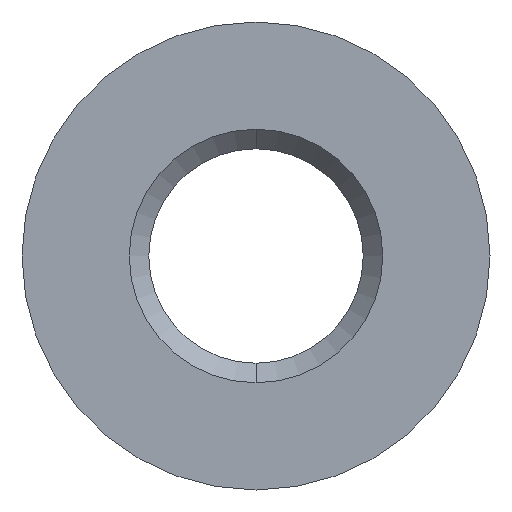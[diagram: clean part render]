
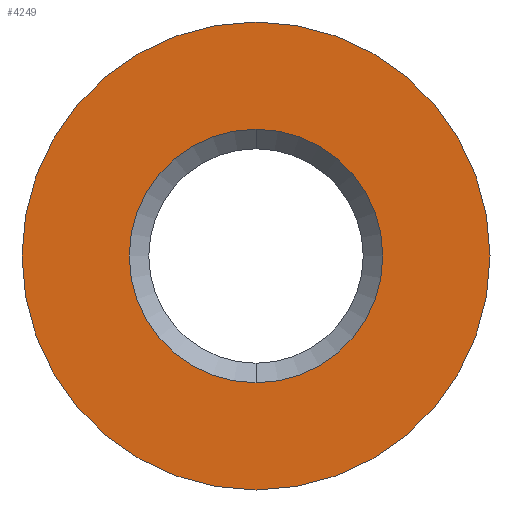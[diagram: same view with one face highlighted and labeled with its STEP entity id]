
A CAD part, front view. The second image highlights one B-rep face of the part: STEP entity #4249.
In plain terms, the highlighted planar face has unit normal (0, -1, 0).
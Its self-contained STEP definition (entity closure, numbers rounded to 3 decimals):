
#437 = CIRCLE ( 'NONE', #438, 3.25 ) ;
#438 = AXIS2_PLACEMENT_3D ( 'NONE', #643, #644, #645 ) ;
#643 = CARTESIAN_POINT ( 'NONE',  ( 0., 0., 0. ) ) ;
#644 = DIRECTION ( 'NONE',  ( 0., 1., 0. ) ) ;
#645 = DIRECTION ( 'NONE',  ( 0., 0., 1. ) ) ;
#1109 = VERTEX_POINT ( 'NONE', #4662 ) ;
#1115 = VERTEX_POINT ( 'NONE', #4664 ) ;
#1664 = EDGE_LOOP ( 'NONE', ( #1794, #1795 ) ) ;
#1665 = EDGE_LOOP ( 'NONE', ( #1796, #1797 ) ) ;
#1794 = ORIENTED_EDGE ( 'NONE', *, *, #2670, .T. ) ;
#1795 = ORIENTED_EDGE ( 'NONE', *, *, #2594, .T. ) ;
#1796 = ORIENTED_EDGE ( 'NONE', *, *, #2593, .F. ) ;
#1797 = ORIENTED_EDGE ( 'NONE', *, *, #2589, .F. ) ;
#2564 = AXIS2_PLACEMENT_3D ( 'NONE', #4495, #4496, #4497 ) ;
#2565 = CIRCLE ( 'NONE', #2564, 3.25 ) ;
#2567 = AXIS2_PLACEMENT_3D ( 'NONE', #4491, #4492, #4493 ) ;
#2568 = CIRCLE ( 'NONE', #2567, 6. ) ;
#2589 = EDGE_CURVE ( 'NONE', #2927, #2928, #2832, .T. ) ;
#2593 = EDGE_CURVE ( 'NONE', #2928, #2927, #2568, .T. ) ;
#2594 = EDGE_CURVE ( 'NONE', #1115, #1109, #2565, .T. ) ;
#2670 = EDGE_CURVE ( 'NONE', #1109, #1115, #437, .T. ) ;
#2831 = AXIS2_PLACEMENT_3D ( 'NONE', #4480, #4481, #4482 ) ;
#2832 = CIRCLE ( 'NONE', #2831, 6. ) ;
#2927 = VERTEX_POINT ( 'NONE', #4798 ) ;
#2928 = VERTEX_POINT ( 'NONE', #4799 ) ;
#3042 = AXIS2_PLACEMENT_3D ( 'NONE', #3752, #3768, #3769 ) ;
#3752 = CARTESIAN_POINT ( 'NONE',  ( 0., 0., 0. ) ) ;
#3764 = FACE_BOUND ( 'NONE', #1664, .T. ) ;
#3765 = FACE_OUTER_BOUND ( 'NONE', #1665, .T. ) ;
#3766 = PLANE ( 'NONE',  #3042 ) ;
#3768 = DIRECTION ( 'NONE',  ( 0., 1., 0. ) ) ;
#3769 = DIRECTION ( 'NONE',  ( 0., 0., 1. ) ) ;
#4249 = ADVANCED_FACE ( 'NONE', ( #3764, #3765 ), #3766, .F. ) ;
#4480 = CARTESIAN_POINT ( 'NONE',  ( 0., 0., 0. ) ) ;
#4481 = DIRECTION ( 'NONE',  ( 0., 1., 0. ) ) ;
#4482 = DIRECTION ( 'NONE',  ( 0., 0., 1. ) ) ;
#4491 = CARTESIAN_POINT ( 'NONE',  ( 0., 0., 0. ) ) ;
#4492 = DIRECTION ( 'NONE',  ( 0., 1., 0. ) ) ;
#4493 = DIRECTION ( 'NONE',  ( 0., 0., 1. ) ) ;
#4495 = CARTESIAN_POINT ( 'NONE',  ( 0., 0., 0. ) ) ;
#4496 = DIRECTION ( 'NONE',  ( 0., 1., 0. ) ) ;
#4497 = DIRECTION ( 'NONE',  ( 0., 0., 1. ) ) ;
#4662 = CARTESIAN_POINT ( 'NONE',  ( 0., 0., -3.25 ) ) ;
#4664 = CARTESIAN_POINT ( 'NONE',  ( 0., 0., 3.25 ) ) ;
#4798 = CARTESIAN_POINT ( 'NONE',  ( 0., 0., 6. ) ) ;
#4799 = CARTESIAN_POINT ( 'NONE',  ( 0., 0., -6. ) ) ;
